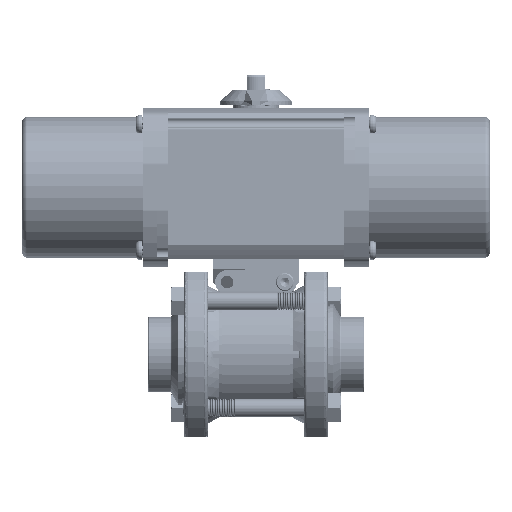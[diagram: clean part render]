
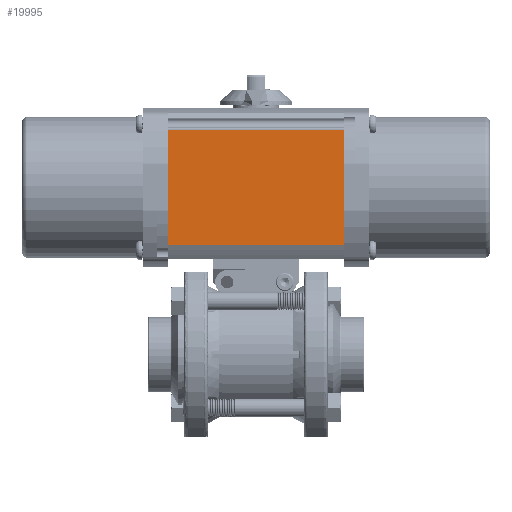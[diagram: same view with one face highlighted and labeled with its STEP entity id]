
A CAD part, top view. The second image highlights one B-rep face of the part: STEP entity #19995.
In plain terms, the highlighted planar face has unit normal (0, 0, 1).
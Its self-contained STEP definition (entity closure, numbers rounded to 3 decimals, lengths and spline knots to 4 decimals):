
#5382 = VECTOR ( 'NONE', #109578, 39.3701 ) ;
#9905 = LINE ( 'NONE', #181429, #5382 ) ;
#13514 = LINE ( 'NONE', #29823, #51906 ) ;
#14474 = VERTEX_POINT ( 'NONE', #169482 ) ;
#19995 = ADVANCED_FACE ( 'NONE', ( #66676 ), #121368, .F. ) ;
#26405 = DIRECTION ( 'NONE',  ( 0., -1., 0. ) ) ;
#29823 = CARTESIAN_POINT ( 'NONE',  ( -5.0238, 1.7988, 3.281 ) ) ;
#35141 = CARTESIAN_POINT ( 'NONE',  ( -5.0238, 3.8004, 3.281 ) ) ;
#39560 = LINE ( 'NONE', #184544, #120581 ) ;
#51906 = VECTOR ( 'NONE', #145023, 39.3701 ) ;
#52671 = DIRECTION ( 'NONE',  ( -1., 0., 0. ) ) ;
#59113 = VERTEX_POINT ( 'NONE', #68996 ) ;
#63944 = ORIENTED_EDGE ( 'NONE', *, *, #117387, .F. ) ;
#64117 = DIRECTION ( 'NONE',  ( 0., 0., -1. ) ) ;
#66676 = FACE_OUTER_BOUND ( 'NONE', #127034, .T. ) ;
#68996 = CARTESIAN_POINT ( 'NONE',  ( 1.5441, 3.7931, 3.281 ) ) ;
#70596 = ORIENTED_EDGE ( 'NONE', *, *, #93828, .T. ) ;
#73989 = ORIENTED_EDGE ( 'NONE', *, *, #137709, .F. ) ;
#77037 = EDGE_CURVE ( 'NONE', #14474, #80620, #13514, .T. ) ;
#77946 = ORIENTED_EDGE ( 'NONE', *, *, #77037, .T. ) ;
#80620 = VERTEX_POINT ( 'NONE', #158119 ) ;
#93828 = EDGE_CURVE ( 'NONE', #59113, #122787, #174501, .T. ) ;
#97812 = VECTOR ( 'NONE', #52671, 39.3701 ) ;
#109578 = DIRECTION ( 'NONE',  ( 0., 1., 0. ) ) ;
#115005 = CARTESIAN_POINT ( 'NONE',  ( -1.5109, 3.7931, 3.281 ) ) ;
#117387 = EDGE_CURVE ( 'NONE', #59113, #80620, #39560, .T. ) ;
#120581 = VECTOR ( 'NONE', #26405, 39.3701 ) ;
#121152 = AXIS2_PLACEMENT_3D ( 'NONE', #35141, #64117, #164833 ) ;
#121368 = PLANE ( 'NONE',  #121152 ) ;
#122787 = VERTEX_POINT ( 'NONE', #115005 ) ;
#127034 = EDGE_LOOP ( 'NONE', ( #63944, #70596, #73989, #77946 ) ) ;
#137709 = EDGE_CURVE ( 'NONE', #14474, #122787, #9905, .T. ) ;
#138921 = CARTESIAN_POINT ( 'NONE',  ( -5.0238, 3.7931, 3.281 ) ) ;
#145023 = DIRECTION ( 'NONE',  ( 1., 0., 0. ) ) ;
#158119 = CARTESIAN_POINT ( 'NONE',  ( 1.5441, 1.7988, 3.281 ) ) ;
#164833 = DIRECTION ( 'NONE',  ( 0., -1., 0. ) ) ;
#169482 = CARTESIAN_POINT ( 'NONE',  ( -1.5109, 1.7988, 3.281 ) ) ;
#174501 = LINE ( 'NONE', #138921, #97812 ) ;
#181429 = CARTESIAN_POINT ( 'NONE',  ( -1.5109, 3.8004, 3.281 ) ) ;
#184544 = CARTESIAN_POINT ( 'NONE',  ( 1.5441, 3.8004, 3.281 ) ) ;
